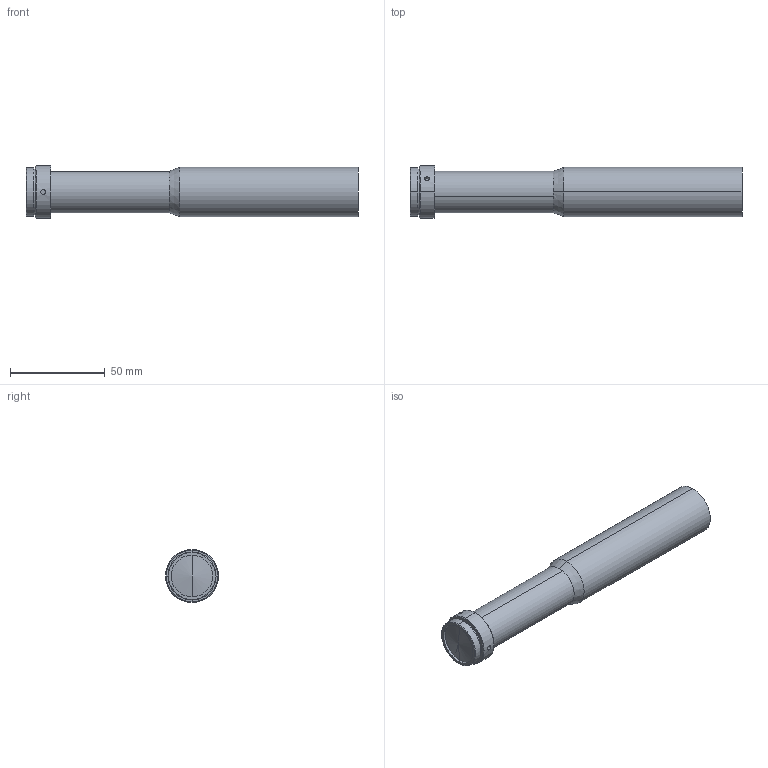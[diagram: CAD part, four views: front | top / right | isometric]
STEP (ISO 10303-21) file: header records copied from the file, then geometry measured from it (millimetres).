
FILE_DESCRIPTION (( 'STEP AP203' ), '1' );
FILE_NAME ('WH06-510A-230.STEP', '2019-01-22T03:31:40', ( '' ), ( '' ), 'SwSTEP 2.0', 'SolidWorks 2017', '' );
FILE_SCHEMA (( 'CONFIG_CONTROL_DESIGN' ));
Length unit declared in the file: millimetre
Products named in the file (1): WH06-510A-230
Bounding box: 175.41 x 28 x 28 mm (x, y, z)
Volume: 83109.2 mm3; surface area: 15219.2 mm2
Topology: 1 solids, 1 shells, 42 faces, 94 edges, 58 vertices
Faces by surface type: cylinder 20, cone 17, plane 5
Entity records: 1407 total; most frequent: CARTESIAN_POINT 395, DIRECTION 208, ORIENTED_EDGE 180, EDGE_CURVE 90, AXIS2_PLACEMENT_3D 87, VERTEX_POINT 58, EDGE_LOOP 50, CIRCLE 44
